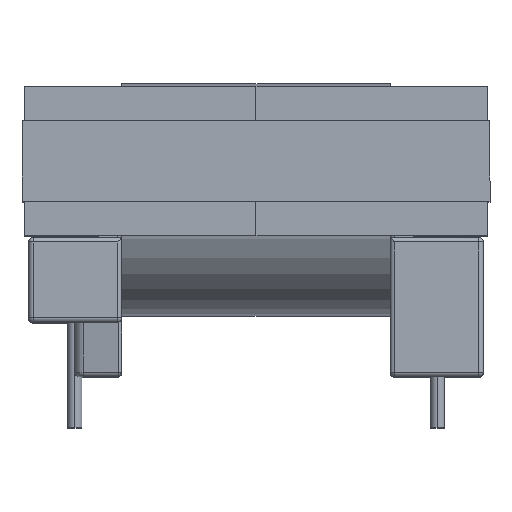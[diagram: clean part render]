
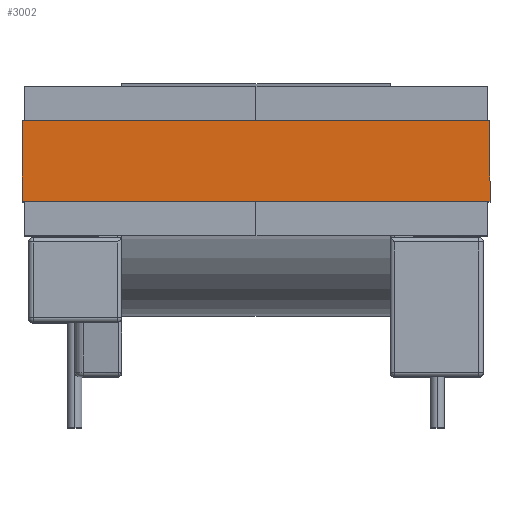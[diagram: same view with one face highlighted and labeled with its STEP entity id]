
A CAD part, top view. The second image highlights one B-rep face of the part: STEP entity #3002.
In plain terms, the highlighted face is planar.
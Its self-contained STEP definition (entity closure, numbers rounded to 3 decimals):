
#450 = CARTESIAN_POINT ( 'NONE',  ( 25.66, -25.96, 0. ) ) ;
#611 = AXIS2_PLACEMENT_3D ( 'NONE', #1060, #3817, #11048 ) ;
#858 = EDGE_CURVE ( 'NONE', #6715, #4334, #5279, .T. ) ;
#868 = ORIENTED_EDGE ( 'NONE', *, *, #6974, .T. ) ;
#1060 = CARTESIAN_POINT ( 'NONE',  ( 25.66, -25.96, -4.45 ) ) ;
#1140 = ORIENTED_EDGE ( 'NONE', *, *, #858, .T. ) ;
#1141 = CARTESIAN_POINT ( 'NONE',  ( 25.66, -25.96, -4.45 ) ) ;
#1241 = DIRECTION ( 'NONE',  ( 1., 0., 0. ) ) ;
#1332 = DIRECTION ( 'NONE',  ( 1., 0., 0. ) ) ;
#1925 = CARTESIAN_POINT ( 'NONE',  ( -0.16, -25.96, -4.45 ) ) ;
#1959 = DIRECTION ( 'NONE',  ( 0., 0., 1. ) ) ;
#2685 = PLANE ( 'NONE',  #611 ) ;
#2950 = VERTEX_POINT ( 'NONE', #8103 ) ;
#3002 = ADVANCED_FACE ( 'NONE', ( #7836 ), #2685, .T. ) ;
#3078 = ORIENTED_EDGE ( 'NONE', *, *, #7703, .F. ) ;
#3544 = EDGE_CURVE ( 'NONE', #9509, #4334, #3674, .T. ) ;
#3674 = LINE ( 'NONE', #450, #5962 ) ;
#3817 = DIRECTION ( 'NONE',  ( 0., -1., 0. ) ) ;
#4334 = VERTEX_POINT ( 'NONE', #8682 ) ;
#4833 = ORIENTED_EDGE ( 'NONE', *, *, #3544, .F. ) ;
#4875 = CARTESIAN_POINT ( 'NONE',  ( -0.16, -25.96, 0. ) ) ;
#4914 = CARTESIAN_POINT ( 'NONE',  ( 25.66, -25.96, -4.45 ) ) ;
#5138 = VECTOR ( 'NONE', #1241, 1000. ) ;
#5279 = LINE ( 'NONE', #1141, #7296 ) ;
#5962 = VECTOR ( 'NONE', #1332, 1000. ) ;
#6635 = EDGE_LOOP ( 'NONE', ( #4833, #3078, #868, #1140 ) ) ;
#6715 = VERTEX_POINT ( 'NONE', #10429 ) ;
#6974 = EDGE_CURVE ( 'NONE', #2950, #6715, #9605, .T. ) ;
#7296 = VECTOR ( 'NONE', #11248, 1000. ) ;
#7703 = EDGE_CURVE ( 'NONE', #2950, #9509, #10004, .T. ) ;
#7836 = FACE_OUTER_BOUND ( 'NONE', #6635, .T. ) ;
#8103 = CARTESIAN_POINT ( 'NONE',  ( -0.16, -25.96, -4.45 ) ) ;
#8682 = CARTESIAN_POINT ( 'NONE',  ( 25.66, -25.96, 0. ) ) ;
#9509 = VERTEX_POINT ( 'NONE', #4875 ) ;
#9605 = LINE ( 'NONE', #4914, #5138 ) ;
#9850 = VECTOR ( 'NONE', #1959, 1000. ) ;
#10004 = LINE ( 'NONE', #1925, #9850 ) ;
#10429 = CARTESIAN_POINT ( 'NONE',  ( 25.66, -25.96, -4.45 ) ) ;
#11048 = DIRECTION ( 'NONE',  ( 1., 0., 0. ) ) ;
#11248 = DIRECTION ( 'NONE',  ( 0., 0., 1. ) ) ;
